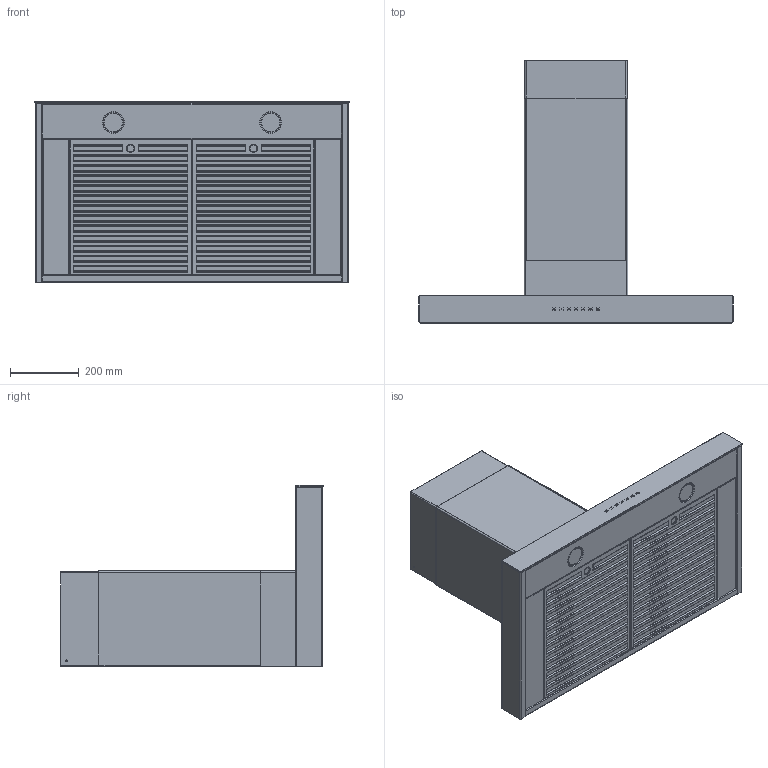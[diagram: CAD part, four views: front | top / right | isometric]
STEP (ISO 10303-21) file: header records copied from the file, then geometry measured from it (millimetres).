
FILE_DESCRIPTION((''),'2;1');
FILE_NAME('IC70036_WEB_SIMPLIFIED','2014-06-20T',('cossetter'),(''),'PRO/ENGINEER BY PARAMETRIC TECHNOLOGY CORPORATION, 2013230','PRO/ENGINEER BY PARAMETRIC TECHNOLOGY CORPORATION, 2013230','');
FILE_SCHEMA(('CONFIG_CONTROL_DESIGN'));
Length unit declared in the file: inch
Products named in the file (1): IC70036_WEB_SIMPLIFIED
Bounding box: 913.23 x 762.62 x 528.07 mm (x, y, z)
Volume: 49627861.3 mm3; surface area: 4128281.8 mm2
Topology: 5 solids, 5 shells, 905 faces, 2420 edges, 1558 vertices
Faces by surface type: plane 651, cylinder 206, cone 28, torus 12, bspline 8
Entity records: 28946 total; most frequent: CARTESIAN_POINT 5940, ORIENTED_EDGE 4840, DIRECTION 4623, EDGE_CURVE 2420, VECTOR 1927, LINE 1927, VERTEX_POINT 1558, AXIS2_PLACEMENT_3D 1348
